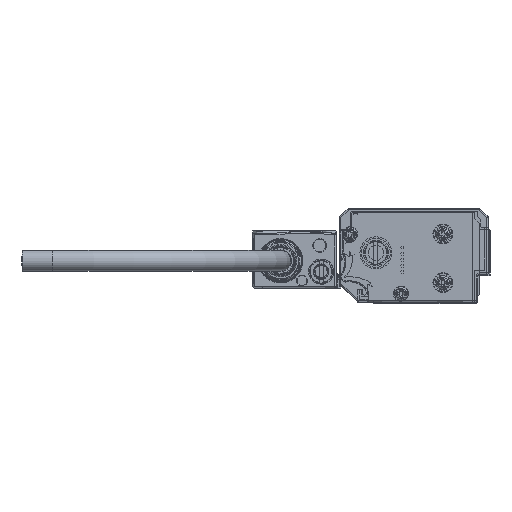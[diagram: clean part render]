
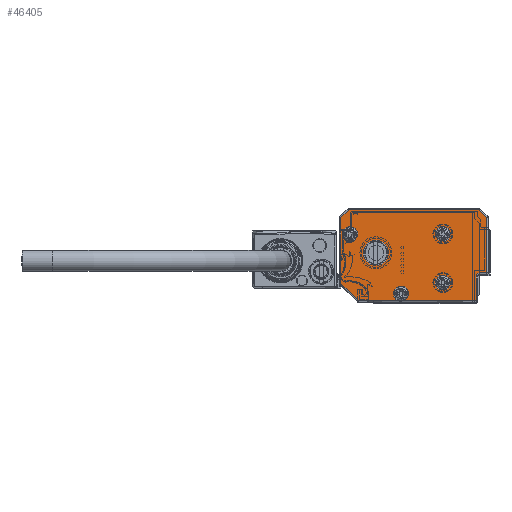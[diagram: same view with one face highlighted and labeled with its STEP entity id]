
A CAD part, left-side view. The second image highlights one B-rep face of the part: STEP entity #46405.
In plain terms, the highlighted planar face has unit normal (-1, 0, 0).
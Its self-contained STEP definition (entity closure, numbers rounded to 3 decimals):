
#46190=AXIS2_PLACEMENT_3D('Circle Axis2P3D',#46188,#46189,$) ;
#46218=AXIS2_PLACEMENT_3D('Circle Axis2P3D',#46216,#46217,$) ;
#46233=AXIS2_PLACEMENT_3D('Plane Axis2P3D',#46230,#46231,#46232) ;
#46237=AXIS2_PLACEMENT_3D('Circle Axis2P3D',#46235,#46236,$) ;
#46244=AXIS2_PLACEMENT_3D('Circle Axis2P3D',#46242,#46243,$) ;
#46251=AXIS2_PLACEMENT_3D('Circle Axis2P3D',#46249,#46250,$) ;
#46263=AXIS2_PLACEMENT_3D('Circle Axis2P3D',#46261,#46262,$) ;
#46335=AXIS2_PLACEMENT_3D('Circle Axis2P3D',#46333,#46334,$) ;
#46344=AXIS2_PLACEMENT_3D('Circle Axis2P3D',#46342,#46343,$) ;
#46353=AXIS2_PLACEMENT_3D('Circle Axis2P3D',#46351,#46352,$) ;
#46362=AXIS2_PLACEMENT_3D('Circle Axis2P3D',#46360,#46361,$) ;
#46371=AXIS2_PLACEMENT_3D('Circle Axis2P3D',#46369,#46370,$) ;
#46380=AXIS2_PLACEMENT_3D('Circle Axis2P3D',#46378,#46379,$) ;
#46389=AXIS2_PLACEMENT_3D('Circle Axis2P3D',#46387,#46388,$) ;
#46398=AXIS2_PLACEMENT_3D('Circle Axis2P3D',#46396,#46397,$) ;
#38664=CARTESIAN_POINT('Vertex',(-1973.,8.4,-1.)) ;
#38666=CARTESIAN_POINT('Vertex',(-1973.,7.,-1.)) ;
#38669=CARTESIAN_POINT('Line Origine',(-1973.,3.5,-1.)) ;
#38673=CARTESIAN_POINT('Vertex',(-1973.,21.793,-1.)) ;
#38685=CARTESIAN_POINT('Vertex',(-1973.,-17.,-1.)) ;
#38688=CARTESIAN_POINT('Line Origine',(-1973.,3.5,-1.)) ;
#46188=CARTESIAN_POINT('Axis2P3D Location',(-1973.,7.7,1.4)) ;
#46192=CARTESIAN_POINT('Vertex',(-1973.,5.2,1.4)) ;
#46213=CARTESIAN_POINT('Vertex',(-1973.,9.894,0.201)) ;
#46216=CARTESIAN_POINT('Axis2P3D Location',(-1973.,7.7,1.4)) ;
#46230=CARTESIAN_POINT('Axis2P3D Location',(-1973.,-21.5,13.5)) ;
#46235=CARTESIAN_POINT('Axis2P3D Location',(-1973.,7.7,1.4)) ;
#46239=CARTESIAN_POINT('Vertex',(-1973.,10.2,1.4)) ;
#46242=CARTESIAN_POINT('Axis2P3D Location',(-1973.,7.7,1.4)) ;
#46246=CARTESIAN_POINT('Vertex',(-1973.,5.506,2.599)) ;
#46249=CARTESIAN_POINT('Axis2P3D Location',(-1973.,7.7,1.4)) ;
#46254=CARTESIAN_POINT('Line Origine',(-1973.,-17.,3.1)) ;
#46258=CARTESIAN_POINT('Vertex',(-1973.,-17.,7.2)) ;
#46261=CARTESIAN_POINT('Axis2P3D Location',(-1973.,-18.,7.2)) ;
#46265=CARTESIAN_POINT('Vertex',(-1973.,-18.,8.2)) ;
#46268=CARTESIAN_POINT('Line Origine',(-1973.,-19.25,8.2)) ;
#46272=CARTESIAN_POINT('Vertex',(-1973.,-20.5,8.2)) ;
#46275=CARTESIAN_POINT('Line Origine',(-1973.,-20.5,17.246)) ;
#46279=CARTESIAN_POINT('Vertex',(-1973.,-20.5,26.293)) ;
#46282=CARTESIAN_POINT('Line Origine',(-1973.,-19.146,27.646)) ;
#46286=CARTESIAN_POINT('Vertex',(-1973.,-17.793,29.)) ;
#46289=CARTESIAN_POINT('Line Origine',(-1973.,3.5,29.)) ;
#46293=CARTESIAN_POINT('Vertex',(-1973.,24.793,29.)) ;
#46296=CARTESIAN_POINT('Line Origine',(-1973.,26.146,27.646)) ;
#46300=CARTESIAN_POINT('Vertex',(-1973.,27.5,26.293)) ;
#46303=CARTESIAN_POINT('Line Origine',(-1973.,27.5,15.5)) ;
#46307=CARTESIAN_POINT('Vertex',(-1973.,27.5,4.707)) ;
#46310=CARTESIAN_POINT('Line Origine',(-1973.,24.646,1.854)) ;
#46333=CARTESIAN_POINT('Axis2P3D Location',(-1973.,-6.,5.)) ;
#46337=CARTESIAN_POINT('Vertex',(-1973.,-3.806,3.801)) ;
#46339=CARTESIAN_POINT('Vertex',(-1973.,-8.194,6.199)) ;
#46342=CARTESIAN_POINT('Axis2P3D Location',(-1973.,-6.,5.)) ;
#46351=CARTESIAN_POINT('Axis2P3D Location',(-1973.,16.,14.8)) ;
#46355=CARTESIAN_POINT('Vertex',(-1973.,11.85,14.8)) ;
#46357=CARTESIAN_POINT('Vertex',(-1973.,20.15,14.8)) ;
#46360=CARTESIAN_POINT('Axis2P3D Location',(-1973.,16.,14.8)) ;
#46369=CARTESIAN_POINT('Axis2P3D Location',(-1973.,-6.,21.)) ;
#46373=CARTESIAN_POINT('Vertex',(-1973.,-8.194,22.199)) ;
#46375=CARTESIAN_POINT('Vertex',(-1973.,-3.806,19.801)) ;
#46378=CARTESIAN_POINT('Axis2P3D Location',(-1973.,-6.,21.)) ;
#46387=CARTESIAN_POINT('Axis2P3D Location',(-1973.,24.5,20.9)) ;
#46391=CARTESIAN_POINT('Vertex',(-1973.,22.306,22.099)) ;
#46393=CARTESIAN_POINT('Vertex',(-1973.,26.694,19.701)) ;
#46396=CARTESIAN_POINT('Axis2P3D Location',(-1973.,24.5,20.9)) ;
#38670=DIRECTION('Vector Direction',(0.,1.,0.)) ;
#38689=DIRECTION('Vector Direction',(0.,1.,0.)) ;
#46189=DIRECTION('Axis2P3D Direction',(-1.,0.,0.)) ;
#46217=DIRECTION('Axis2P3D Direction',(-1.,0.,0.)) ;
#46231=DIRECTION('Axis2P3D Direction',(1.,0.,0.)) ;
#46232=DIRECTION('Axis2P3D XDirection',(0.,1.,0.)) ;
#46236=DIRECTION('Axis2P3D Direction',(1.,0.,0.)) ;
#46243=DIRECTION('Axis2P3D Direction',(1.,0.,0.)) ;
#46250=DIRECTION('Axis2P3D Direction',(1.,0.,0.)) ;
#46255=DIRECTION('Vector Direction',(0.,0.,1.)) ;
#46262=DIRECTION('Axis2P3D Direction',(1.,0.,0.)) ;
#46269=DIRECTION('Vector Direction',(0.,-1.,0.)) ;
#46276=DIRECTION('Vector Direction',(0.,0.,1.)) ;
#46283=DIRECTION('Vector Direction',(0.,-0.707,-0.707)) ;
#46290=DIRECTION('Vector Direction',(0.,1.,0.)) ;
#46297=DIRECTION('Vector Direction',(0.,0.707,-0.707)) ;
#46304=DIRECTION('Vector Direction',(0.,0.,-1.)) ;
#46311=DIRECTION('Vector Direction',(0.,-0.707,-0.707)) ;
#46334=DIRECTION('Axis2P3D Direction',(1.,0.,0.)) ;
#46343=DIRECTION('Axis2P3D Direction',(1.,0.,0.)) ;
#46352=DIRECTION('Axis2P3D Direction',(1.,0.,0.)) ;
#46361=DIRECTION('Axis2P3D Direction',(1.,0.,0.)) ;
#46370=DIRECTION('Axis2P3D Direction',(1.,0.,0.)) ;
#46379=DIRECTION('Axis2P3D Direction',(1.,0.,0.)) ;
#46388=DIRECTION('Axis2P3D Direction',(1.,0.,0.)) ;
#46397=DIRECTION('Axis2P3D Direction',(1.,0.,0.)) ;
#38671=VECTOR('Line Direction',#38670,1.) ;
#38690=VECTOR('Line Direction',#38689,1.) ;
#46256=VECTOR('Line Direction',#46255,1.) ;
#46270=VECTOR('Line Direction',#46269,1.) ;
#46277=VECTOR('Line Direction',#46276,1.) ;
#46284=VECTOR('Line Direction',#46283,1.) ;
#46291=VECTOR('Line Direction',#46290,1.) ;
#46298=VECTOR('Line Direction',#46297,1.) ;
#46305=VECTOR('Line Direction',#46304,1.) ;
#46312=VECTOR('Line Direction',#46311,1.) ;
#46316=ORIENTED_EDGE('',*,*,#46220,.T.) ;
#46317=ORIENTED_EDGE('',*,*,#46241,.T.) ;
#46318=ORIENTED_EDGE('',*,*,#46248,.T.) ;
#46319=ORIENTED_EDGE('',*,*,#46253,.T.) ;
#46320=ORIENTED_EDGE('',*,*,#46194,.T.) ;
#46321=ORIENTED_EDGE('',*,*,#38692,.F.) ;
#46322=ORIENTED_EDGE('',*,*,#46260,.F.) ;
#46323=ORIENTED_EDGE('',*,*,#46267,.F.) ;
#46324=ORIENTED_EDGE('',*,*,#46274,.F.) ;
#46325=ORIENTED_EDGE('',*,*,#46281,.F.) ;
#46326=ORIENTED_EDGE('',*,*,#46288,.F.) ;
#46327=ORIENTED_EDGE('',*,*,#46295,.F.) ;
#46328=ORIENTED_EDGE('',*,*,#46302,.F.) ;
#46329=ORIENTED_EDGE('',*,*,#46309,.F.) ;
#46330=ORIENTED_EDGE('',*,*,#46314,.F.) ;
#46331=ORIENTED_EDGE('',*,*,#38675,.F.) ;
#46348=ORIENTED_EDGE('',*,*,#46341,.T.) ;
#46349=ORIENTED_EDGE('',*,*,#46346,.T.) ;
#46366=ORIENTED_EDGE('',*,*,#46359,.T.) ;
#46367=ORIENTED_EDGE('',*,*,#46364,.T.) ;
#46384=ORIENTED_EDGE('',*,*,#46377,.T.) ;
#46385=ORIENTED_EDGE('',*,*,#46382,.T.) ;
#46402=ORIENTED_EDGE('',*,*,#46395,.T.) ;
#46403=ORIENTED_EDGE('',*,*,#46400,.T.) ;
#46350=FACE_BOUND('',#46347,.T.) ;
#46368=FACE_BOUND('',#46365,.T.) ;
#46386=FACE_BOUND('',#46383,.T.) ;
#46404=FACE_BOUND('',#46401,.T.) ;
#46405=ADVANCED_FACE('\X2\FF8AFF9FFF70FF82\X0\ \X2\FF8EFF9EFF83FF9EFF68FF70\X0\',(#46332,#46350,#46368,#46386,#46404),#46234,.F.) ;
#46191=CIRCLE('generated circle',#46190,2.5) ;
#46219=CIRCLE('generated circle',#46218,2.5) ;
#46238=CIRCLE('generated circle',#46237,2.5) ;
#46245=CIRCLE('generated circle',#46244,2.5) ;
#46252=CIRCLE('generated circle',#46251,2.5) ;
#46264=CIRCLE('generated circle',#46263,1.) ;
#46336=CIRCLE('generated circle',#46335,2.5) ;
#46345=CIRCLE('generated circle',#46344,2.5) ;
#46354=CIRCLE('generated circle',#46353,4.15) ;
#46363=CIRCLE('generated circle',#46362,4.15) ;
#46372=CIRCLE('generated circle',#46371,2.5) ;
#46381=CIRCLE('generated circle',#46380,2.5) ;
#46390=CIRCLE('generated circle',#46389,2.5) ;
#46399=CIRCLE('generated circle',#46398,2.5) ;
#38675=EDGE_CURVE('',#38665,#38674,#38672,.T.) ;
#38692=EDGE_CURVE('',#38686,#38667,#38691,.T.) ;
#46194=EDGE_CURVE('',#46193,#38667,#46191,.F.) ;
#46220=EDGE_CURVE('',#38665,#46214,#46219,.F.) ;
#46241=EDGE_CURVE('',#46214,#46240,#46238,.T.) ;
#46248=EDGE_CURVE('',#46240,#46247,#46245,.T.) ;
#46253=EDGE_CURVE('',#46247,#46193,#46252,.T.) ;
#46260=EDGE_CURVE('',#46259,#38686,#46257,.F.) ;
#46267=EDGE_CURVE('',#46266,#46259,#46264,.F.) ;
#46274=EDGE_CURVE('',#46273,#46266,#46271,.F.) ;
#46281=EDGE_CURVE('',#46280,#46273,#46278,.F.) ;
#46288=EDGE_CURVE('',#46287,#46280,#46285,.T.) ;
#46295=EDGE_CURVE('',#46294,#46287,#46292,.F.) ;
#46302=EDGE_CURVE('',#46301,#46294,#46299,.F.) ;
#46309=EDGE_CURVE('',#46308,#46301,#46306,.F.) ;
#46314=EDGE_CURVE('',#38674,#46308,#46313,.F.) ;
#46341=EDGE_CURVE('',#46338,#46340,#46336,.T.) ;
#46346=EDGE_CURVE('',#46340,#46338,#46345,.T.) ;
#46359=EDGE_CURVE('',#46356,#46358,#46354,.T.) ;
#46364=EDGE_CURVE('',#46358,#46356,#46363,.T.) ;
#46377=EDGE_CURVE('',#46374,#46376,#46372,.T.) ;
#46382=EDGE_CURVE('',#46376,#46374,#46381,.T.) ;
#46395=EDGE_CURVE('',#46392,#46394,#46390,.T.) ;
#46400=EDGE_CURVE('',#46394,#46392,#46399,.T.) ;
#46315=EDGE_LOOP('',(#46316,#46317,#46318,#46319,#46320,#46321,#46322,#46323,#46324,#46325,#46326,#46327,#46328,#46329,#46330,#46331)) ;
#46347=EDGE_LOOP('',(#46348,#46349)) ;
#46365=EDGE_LOOP('',(#46366,#46367)) ;
#46383=EDGE_LOOP('',(#46384,#46385)) ;
#46401=EDGE_LOOP('',(#46402,#46403)) ;
#46332=FACE_OUTER_BOUND('',#46315,.T.) ;
#38672=LINE('Line',#38669,#38671) ;
#38691=LINE('Line',#38688,#38690) ;
#46257=LINE('Line',#46254,#46256) ;
#46271=LINE('Line',#46268,#46270) ;
#46278=LINE('Line',#46275,#46277) ;
#46285=LINE('Line',#46282,#46284) ;
#46292=LINE('Line',#46289,#46291) ;
#46299=LINE('Line',#46296,#46298) ;
#46306=LINE('Line',#46303,#46305) ;
#46313=LINE('Line',#46310,#46312) ;
#46234=PLANE('Plane',#46233) ;
#38665=VERTEX_POINT('',#38664) ;
#38667=VERTEX_POINT('',#38666) ;
#38674=VERTEX_POINT('',#38673) ;
#38686=VERTEX_POINT('',#38685) ;
#46193=VERTEX_POINT('',#46192) ;
#46214=VERTEX_POINT('',#46213) ;
#46240=VERTEX_POINT('',#46239) ;
#46247=VERTEX_POINT('',#46246) ;
#46259=VERTEX_POINT('',#46258) ;
#46266=VERTEX_POINT('',#46265) ;
#46273=VERTEX_POINT('',#46272) ;
#46280=VERTEX_POINT('',#46279) ;
#46287=VERTEX_POINT('',#46286) ;
#46294=VERTEX_POINT('',#46293) ;
#46301=VERTEX_POINT('',#46300) ;
#46308=VERTEX_POINT('',#46307) ;
#46338=VERTEX_POINT('',#46337) ;
#46340=VERTEX_POINT('',#46339) ;
#46356=VERTEX_POINT('',#46355) ;
#46358=VERTEX_POINT('',#46357) ;
#46374=VERTEX_POINT('',#46373) ;
#46376=VERTEX_POINT('',#46375) ;
#46392=VERTEX_POINT('',#46391) ;
#46394=VERTEX_POINT('',#46393) ;
